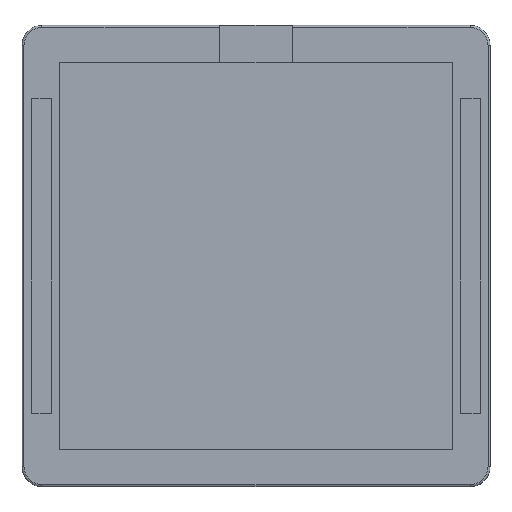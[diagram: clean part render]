
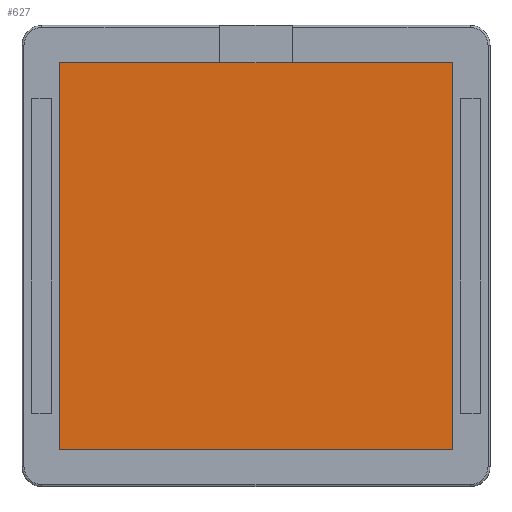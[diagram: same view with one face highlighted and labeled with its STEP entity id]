
A CAD part, top view. The second image highlights one B-rep face of the part: STEP entity #627.
In plain terms, the highlighted planar face has unit normal (0, 0, 1).
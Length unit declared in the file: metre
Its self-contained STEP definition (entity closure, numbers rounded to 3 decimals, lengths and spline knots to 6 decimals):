
#111=ORIENTED_EDGE('',*,*,#274,.F.);
#112=ORIENTED_EDGE('',*,*,#269,.T.);
#113=ORIENTED_EDGE('',*,*,#279,.T.);
#114=ORIENTED_EDGE('',*,*,#277,.F.);
#269=EDGE_CURVE('',#360,#361,#414,.T.);
#274=EDGE_CURVE('',#360,#364,#419,.T.);
#277=EDGE_CURVE('',#364,#365,#422,.T.);
#279=EDGE_CURVE('',#361,#365,#424,.T.);
#360=VERTEX_POINT('',#1003);
#361=VERTEX_POINT('',#1004);
#364=VERTEX_POINT('',#1013);
#365=VERTEX_POINT('',#1018);
#414=LINE('',#1002,#483);
#419=LINE('',#1012,#488);
#422=LINE('',#1017,#491);
#424=LINE('',#1021,#493);
#483=VECTOR('',#783,1.);
#488=VECTOR('',#790,1.);
#491=VECTOR('',#795,1.);
#493=VECTOR('',#799,1.);
#527=EDGE_LOOP('',(#111,#112,#113,#114));
#566=FACE_BOUND('',#527,.T.);
#603=PLANE('',#681);
#627=ADVANCED_FACE('',(#566),#603,.T.);
#681=AXIS2_PLACEMENT_3D('',#1031,#806,#807);
#783=DIRECTION('',(0.,-1.,0.));
#790=DIRECTION('',(1.,0.,0.));
#795=DIRECTION('',(0.,-1.,0.));
#799=DIRECTION('',(1.,0.,0.));
#806=DIRECTION('',(0.,0.,1.));
#807=DIRECTION('',(1.,0.,0.));
#1002=CARTESIAN_POINT('',(-0.050006,0.,0.003));
#1003=CARTESIAN_POINT('',(-0.050006,0.049125,0.003));
#1004=CARTESIAN_POINT('',(-0.050006,-0.049125,0.003));
#1012=CARTESIAN_POINT('',(0.,0.049125,0.003));
#1013=CARTESIAN_POINT('',(0.050006,0.049125,0.003));
#1017=CARTESIAN_POINT('',(0.050006,0.,0.003));
#1018=CARTESIAN_POINT('',(0.050006,-0.049125,0.003));
#1021=CARTESIAN_POINT('',(0.,-0.049125,0.003));
#1031=CARTESIAN_POINT('',(0.,0.,0.003));
